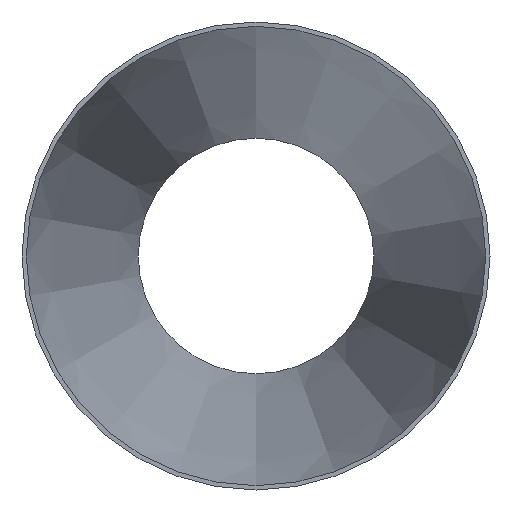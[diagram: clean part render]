
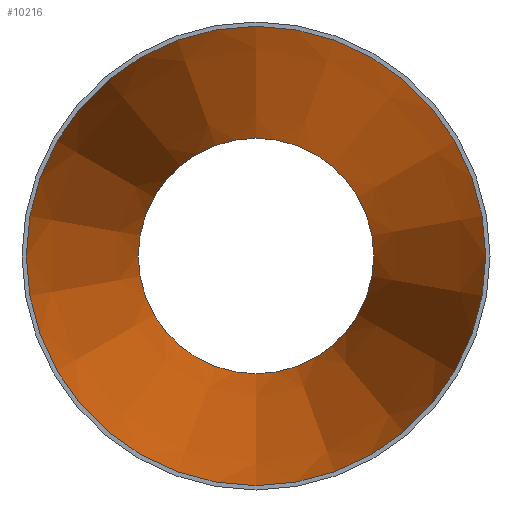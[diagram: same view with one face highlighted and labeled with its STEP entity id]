
A CAD part, front view. The second image highlights one B-rep face of the part: STEP entity #10216.
In plain terms, the highlighted conical face has half-angle 9.474 degrees and reference radius 107.522 mm.
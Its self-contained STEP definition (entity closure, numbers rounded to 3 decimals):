
#578 = CIRCLE ( 'NONE', #3029, 55.122 ) ;
#1066 = CARTESIAN_POINT ( 'NONE',  ( 0., 314., -55.122 ) ) ;
#1468 = EDGE_LOOP ( 'NONE', ( #14544 ) ) ;
#3029 = AXIS2_PLACEMENT_3D ( 'NONE', #11948, #7560, #17999 ) ;
#3291 = AXIS2_PLACEMENT_3D ( 'NONE', #12492, #9716, #8109 ) ;
#3354 = ORIENTED_EDGE ( 'NONE', *, *, #9595, .F. ) ;
#3528 = FACE_BOUND ( 'NONE', #15663, .T. ) ;
#3802 = DIRECTION ( 'NONE',  ( 0., 0., -1. ) ) ;
#5683 = CONICAL_SURFACE ( 'NONE', #9069, 107.522, 0.165 ) ;
#6506 = CARTESIAN_POINT ( 'NONE',  ( 0., 0., 0. ) ) ;
#7169 = EDGE_CURVE ( 'NONE', #14402, #14402, #9709, .T. ) ;
#7560 = DIRECTION ( 'NONE',  ( 0., -1., 0. ) ) ;
#7967 = FACE_OUTER_BOUND ( 'NONE', #1468, .T. ) ;
#8109 = DIRECTION ( 'NONE',  ( 0., 0., -1. ) ) ;
#8570 = VERTEX_POINT ( 'NONE', #1066 ) ;
#9069 = AXIS2_PLACEMENT_3D ( 'NONE', #6506, #12346, #3802 ) ;
#9595 = EDGE_CURVE ( 'NONE', #8570, #8570, #578, .T. ) ;
#9709 = CIRCLE ( 'NONE', #3291, 107.522 ) ;
#9716 = DIRECTION ( 'NONE',  ( 0., -1., 0. ) ) ;
#10216 = ADVANCED_FACE ( 'NONE', ( #3528, #7967 ), #5683, .F. ) ;
#11948 = CARTESIAN_POINT ( 'NONE',  ( 0., 314., 0. ) ) ;
#12346 = DIRECTION ( 'NONE',  ( 0., -1., 0. ) ) ;
#12492 = CARTESIAN_POINT ( 'NONE',  ( 0., 0., 0. ) ) ;
#14402 = VERTEX_POINT ( 'NONE', #18524 ) ;
#14544 = ORIENTED_EDGE ( 'NONE', *, *, #7169, .T. ) ;
#15663 = EDGE_LOOP ( 'NONE', ( #3354 ) ) ;
#17999 = DIRECTION ( 'NONE',  ( 0., 0., -1. ) ) ;
#18524 = CARTESIAN_POINT ( 'NONE',  ( 0., 0., -107.522 ) ) ;
